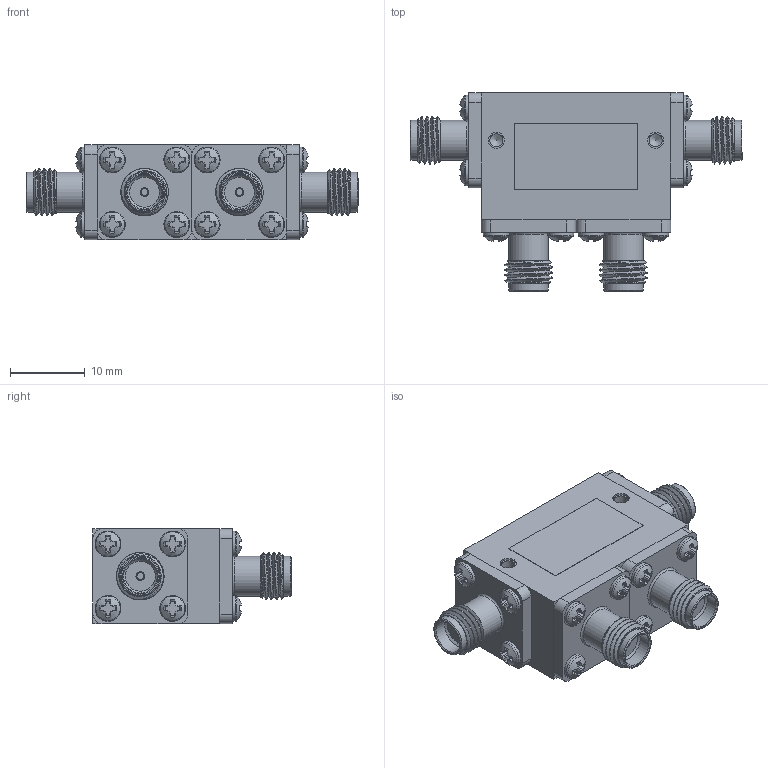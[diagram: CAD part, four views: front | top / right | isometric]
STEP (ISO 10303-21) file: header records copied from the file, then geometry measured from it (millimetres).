
FILE_DESCRIPTION (( 'STEP AP203' ), '1' );
FILE_NAME ('PE83CR1025 ¦ FMCR1025.step', '2020-03-11T17:16:33', ( '' ), ( '' ), 'SwSTEP 2.0', 'SolidWorks 2018', '' );
FILE_SCHEMA (( 'CONFIG_CONTROL_DESIGN' ));
Products named in the file (1): PE83CR1025 ｦ FMCR1025
Bounding box: 44.45 x 26.54 x 12.75 mm (x, y, z)
Volume: 7157.1 mm3; surface area: 4008.1 mm2
Topology: 1 solids, 17 shells, 662 faces, 1647 edges, 1084 vertices
Faces by surface type: plane 374, cylinder 100, cone 92, bspline 92, torus 4
Full cylindrical faces by diameter (mm): 0.914 x4, 1.016 x4, 1.168 x4, 1.778 x4, 2.184 x4, 2.578 x16, 3.454 x16, 4.521 x4, 5.334 x8
Entity records: 44358 total; most frequent: CARTESIAN_POINT 30430, ORIENTED_EDGE 3030, DIRECTION 2365, EDGE_CURVE 1515, VERTEX_POINT 1056, AXIS2_PLACEMENT_3D 911, EDGE_LOOP 863, FACE_OUTER_BOUND 746
